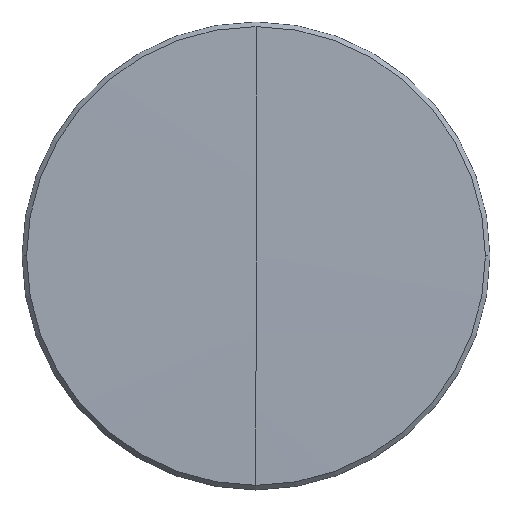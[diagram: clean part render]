
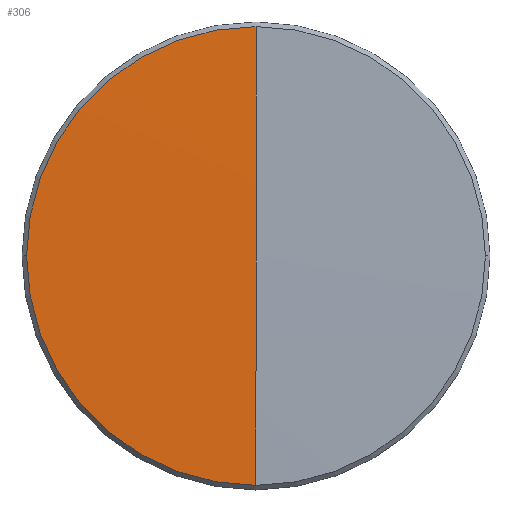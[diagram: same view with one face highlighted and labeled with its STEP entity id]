
A CAD part, top view. The second image highlights one B-rep face of the part: STEP entity #306.
In plain terms, the highlighted spherical face has radius 689.8 mm.
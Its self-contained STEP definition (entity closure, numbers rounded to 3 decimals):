
#1 = DIRECTION ( 'NONE',  ( -1., 0., 0. ) ) ;
#6 = DIRECTION ( 'NONE',  ( -1., 0., 0. ) ) ;
#7 = AXIS2_PLACEMENT_3D ( 'NONE', #109, #259, #1 ) ;
#8 = DIRECTION ( 'NONE',  ( 0., 1., 0. ) ) ;
#17 = CARTESIAN_POINT ( 'NONE',  ( -12.45, 0., 0.988 ) ) ;
#24 = AXIS2_PLACEMENT_3D ( 'NONE', #214, #6, #184 ) ;
#25 = VERTEX_POINT ( 'NONE', #17 ) ;
#37 = SPHERICAL_SURFACE ( 'NONE', #300, 689.8 ) ;
#44 = CIRCLE ( 'NONE', #309, 689.8 ) ;
#49 = CIRCLE ( 'NONE', #286, 12.45 ) ;
#69 = VERTEX_POINT ( 'NONE', #105 ) ;
#79 = CARTESIAN_POINT ( 'NONE',  ( 0., 12.45, 0.988 ) ) ;
#82 = DIRECTION ( 'NONE',  ( 0., 0., 1. ) ) ;
#87 = CARTESIAN_POINT ( 'NONE',  ( 0., 0., -688.7 ) ) ;
#95 = CIRCLE ( 'NONE', #7, 12.45 ) ;
#105 = CARTESIAN_POINT ( 'NONE',  ( 0., -12.45, 0.988 ) ) ;
#109 = CARTESIAN_POINT ( 'NONE',  ( 0., 0., 0.988 ) ) ;
#120 = EDGE_CURVE ( 'NONE', #69, #343, #299, .T. ) ;
#129 = CARTESIAN_POINT ( 'NONE',  ( 0., 0., -688.7 ) ) ;
#147 = EDGE_LOOP ( 'NONE', ( #201, #165, #330, #342 ) ) ;
#154 = DIRECTION ( 'NONE',  ( -1., 0., 0. ) ) ;
#165 = ORIENTED_EDGE ( 'NONE', *, *, #356, .T. ) ;
#174 = DIRECTION ( 'NONE',  ( 0., 0., -1. ) ) ;
#184 = DIRECTION ( 'NONE',  ( 0., -1., 0. ) ) ;
#190 = CARTESIAN_POINT ( 'NONE',  ( 0., 0., 0.988 ) ) ;
#194 = VERTEX_POINT ( 'NONE', #79 ) ;
#195 = DIRECTION ( 'NONE',  ( 1., 0., 0. ) ) ;
#201 = ORIENTED_EDGE ( 'NONE', *, *, #238, .T. ) ;
#214 = CARTESIAN_POINT ( 'NONE',  ( 0., 0., -688.7 ) ) ;
#238 = EDGE_CURVE ( 'NONE', #194, #25, #95, .T. ) ;
#248 = DIRECTION ( 'NONE',  ( -1., 0., 0. ) ) ;
#250 = EDGE_CURVE ( 'NONE', #194, #343, #44, .T. ) ;
#259 = DIRECTION ( 'NONE',  ( 0., 0., 1. ) ) ;
#286 = AXIS2_PLACEMENT_3D ( 'NONE', #190, #82, #248 ) ;
#299 = CIRCLE ( 'NONE', #24, 689.8 ) ;
#300 = AXIS2_PLACEMENT_3D ( 'NONE', #87, #154, #8 ) ;
#306 = ADVANCED_FACE ( 'NONE', ( #335 ), #37, .T. ) ;
#309 = AXIS2_PLACEMENT_3D ( 'NONE', #129, #195, #174 ) ;
#330 = ORIENTED_EDGE ( 'NONE', *, *, #120, .T. ) ;
#335 = FACE_OUTER_BOUND ( 'NONE', #147, .T. ) ;
#342 = ORIENTED_EDGE ( 'NONE', *, *, #250, .F. ) ;
#343 = VERTEX_POINT ( 'NONE', #345 ) ;
#345 = CARTESIAN_POINT ( 'NONE',  ( 0., 0., 1.1 ) ) ;
#356 = EDGE_CURVE ( 'NONE', #25, #69, #49, .T. ) ;
